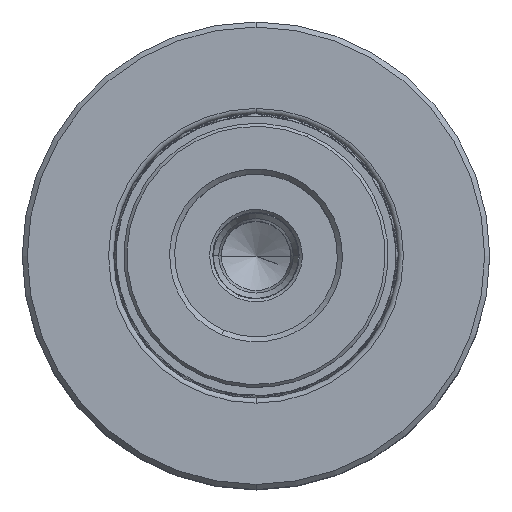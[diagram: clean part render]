
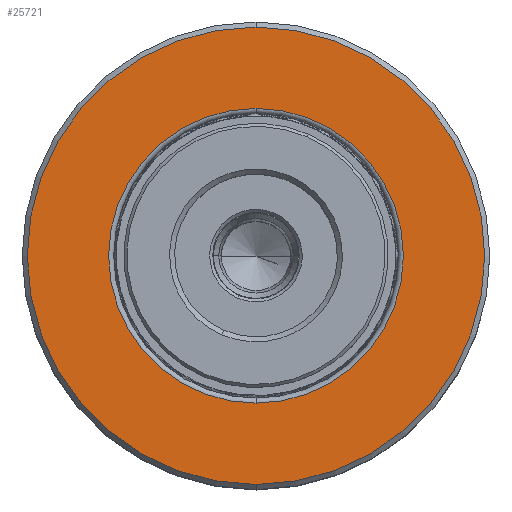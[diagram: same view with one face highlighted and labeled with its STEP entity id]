
A CAD part, top view. The second image highlights one B-rep face of the part: STEP entity #25721.
In plain terms, the highlighted face is planar.
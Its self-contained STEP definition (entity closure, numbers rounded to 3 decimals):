
#891 = VERTEX_POINT ( 'NONE', #14793 ) ;
#4573 = FACE_BOUND ( 'NONE', #18215, .T. ) ;
#5627 = EDGE_CURVE ( 'NONE', #13213, #891, #29675, .T. ) ;
#6507 = EDGE_CURVE ( 'NONE', #20531, #34742, #26258, .T. ) ;
#6647 = DIRECTION ( 'NONE',  ( 0., -1., 0. ) ) ;
#7330 = FACE_OUTER_BOUND ( 'NONE', #8338, .T. ) ;
#7816 = DIRECTION ( 'NONE',  ( 0., 0., 1. ) ) ;
#8338 = EDGE_LOOP ( 'NONE', ( #14806, #45877 ) ) ;
#8831 = CARTESIAN_POINT ( 'NONE',  ( 0., 15.687, -14.5 ) ) ;
#9936 = AXIS2_PLACEMENT_3D ( 'NONE', #20885, #38709, #38548 ) ;
#11277 = CARTESIAN_POINT ( 'NONE',  ( 0., 15.687, 0. ) ) ;
#13213 = VERTEX_POINT ( 'NONE', #39917 ) ;
#13592 = AXIS2_PLACEMENT_3D ( 'NONE', #11277, #39727, #21741 ) ;
#14623 = CIRCLE ( 'NONE', #42154, 14.5 ) ;
#14793 = CARTESIAN_POINT ( 'NONE',  ( 0., 15.687, -22.5 ) ) ;
#14806 = ORIENTED_EDGE ( 'NONE', *, *, #31748, .F. ) ;
#18215 = EDGE_LOOP ( 'NONE', ( #45653, #27402 ) ) ;
#18462 = DIRECTION ( 'NONE',  ( 0., 1., 0. ) ) ;
#19069 = PLANE ( 'NONE',  #21592 ) ;
#20531 = VERTEX_POINT ( 'NONE', #8831 ) ;
#20885 = CARTESIAN_POINT ( 'NONE',  ( 0., 15.687, 0. ) ) ;
#21592 = AXIS2_PLACEMENT_3D ( 'NONE', #33158, #18462, #7816 ) ;
#21741 = DIRECTION ( 'NONE',  ( 0., 0., -1. ) ) ;
#25721 = ADVANCED_FACE ( 'NONE', ( #4573, #7330 ), #19069, .T. ) ;
#26258 = CIRCLE ( 'NONE', #9936, 14.5 ) ;
#27070 = CARTESIAN_POINT ( 'NONE',  ( 0., 15.687, 14.5 ) ) ;
#27402 = ORIENTED_EDGE ( 'NONE', *, *, #27965, .T. ) ;
#27965 = EDGE_CURVE ( 'NONE', #34742, #20531, #14623, .T. ) ;
#28613 = DIRECTION ( 'NONE',  ( 0., -1., 0. ) ) ;
#29675 = CIRCLE ( 'NONE', #39590, 22.5 ) ;
#31668 = CARTESIAN_POINT ( 'NONE',  ( 0., 15.687, 0. ) ) ;
#31748 = EDGE_CURVE ( 'NONE', #891, #13213, #44649, .T. ) ;
#31916 = DIRECTION ( 'NONE',  ( 0., 0., -1. ) ) ;
#33158 = CARTESIAN_POINT ( 'NONE',  ( 22.5, 15.687, 0. ) ) ;
#34742 = VERTEX_POINT ( 'NONE', #27070 ) ;
#38548 = DIRECTION ( 'NONE',  ( 0., 0., -1. ) ) ;
#38709 = DIRECTION ( 'NONE',  ( 0., -1., 0. ) ) ;
#38934 = CARTESIAN_POINT ( 'NONE',  ( 0., 15.687, 0. ) ) ;
#39590 = AXIS2_PLACEMENT_3D ( 'NONE', #31668, #6647, #42932 ) ;
#39727 = DIRECTION ( 'NONE',  ( 0., -1., 0. ) ) ;
#39917 = CARTESIAN_POINT ( 'NONE',  ( 0., 15.687, 22.5 ) ) ;
#42154 = AXIS2_PLACEMENT_3D ( 'NONE', #38934, #28613, #31916 ) ;
#42932 = DIRECTION ( 'NONE',  ( 0., 0., -1. ) ) ;
#44649 = CIRCLE ( 'NONE', #13592, 22.5 ) ;
#45653 = ORIENTED_EDGE ( 'NONE', *, *, #6507, .T. ) ;
#45877 = ORIENTED_EDGE ( 'NONE', *, *, #5627, .F. ) ;
